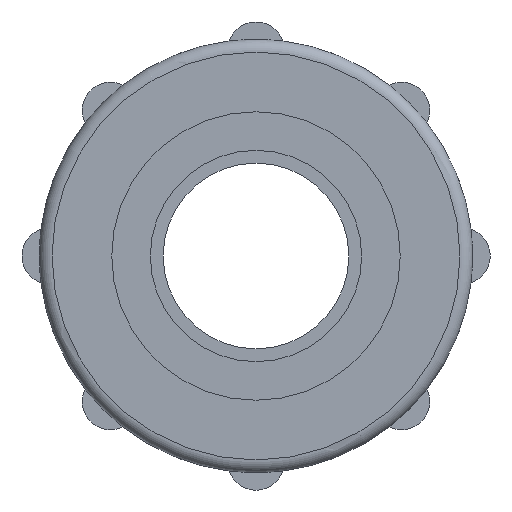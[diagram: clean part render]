
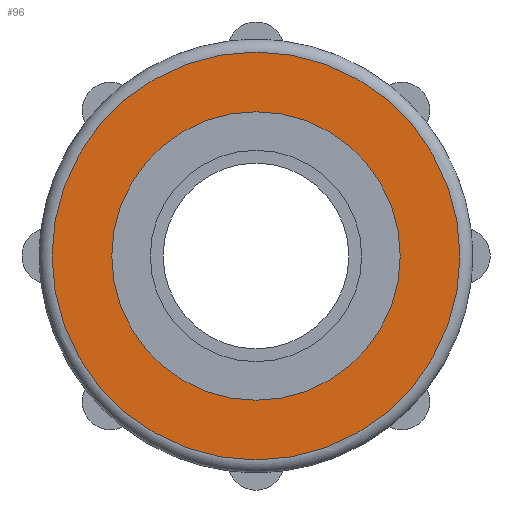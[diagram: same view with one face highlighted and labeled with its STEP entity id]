
A CAD part, left-side view. The second image highlights one B-rep face of the part: STEP entity #96.
In plain terms, the highlighted planar face has unit normal (-1, 0, 0).
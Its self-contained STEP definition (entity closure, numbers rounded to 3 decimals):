
#96 = ADVANCED_FACE( '', ( #234, #235 ), #236, .T. );
#234 = FACE_BOUND( '', #417, .T. );
#235 = FACE_OUTER_BOUND( '', #418, .T. );
#236 = PLANE( '', #419 );
#417 = EDGE_LOOP( '', ( #630 ) );
#418 = EDGE_LOOP( '', ( #631 ) );
#419 = AXIS2_PLACEMENT_3D( '', #632, #633, #634 );
#630 = ORIENTED_EDGE( '', *, *, #985, .T. );
#631 = ORIENTED_EDGE( '', *, *, #1017, .F. );
#632 = CARTESIAN_POINT( '', ( -9., 19.3, 0. ) );
#633 = DIRECTION( '', ( -1., 0., 0. ) );
#634 = DIRECTION( '', ( 0., -1., 0. ) );
#985 = EDGE_CURVE( '', #1144, #1144, #1145, .T. );
#1017 = EDGE_CURVE( '', #1199, #1199, #1200, .T. );
#1144 = VERTEX_POINT( '', #1360 );
#1145 = CIRCLE( '', #1361, 13.65 );
#1199 = VERTEX_POINT( '', #1419 );
#1200 = CIRCLE( '', #1420, 19.3 );
#1360 = CARTESIAN_POINT( '', ( -9., 13.65, 0. ) );
#1361 = AXIS2_PLACEMENT_3D( '', #1711, #1712, #1713 );
#1419 = CARTESIAN_POINT( '', ( -9., 19.3, 0. ) );
#1420 = AXIS2_PLACEMENT_3D( '', #1775, #1776, #1777 );
#1711 = CARTESIAN_POINT( '', ( -9., 0., 0. ) );
#1712 = DIRECTION( '', ( 1., 0., 0. ) );
#1713 = DIRECTION( '', ( 0., 1., 0. ) );
#1775 = CARTESIAN_POINT( '', ( -9., 0., 0. ) );
#1776 = DIRECTION( '', ( 1., 0., 0. ) );
#1777 = DIRECTION( '', ( 0., 1., 0. ) );
